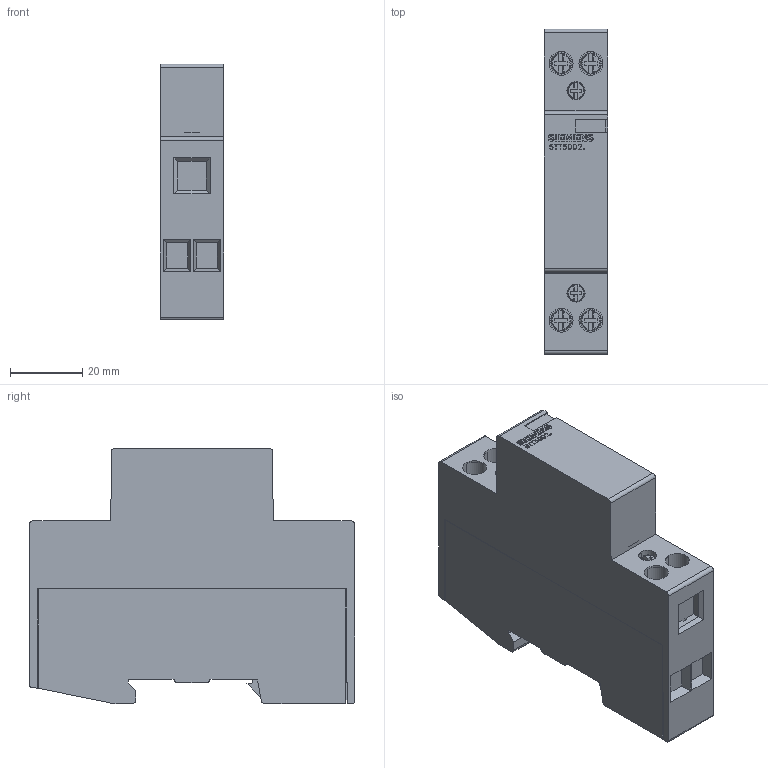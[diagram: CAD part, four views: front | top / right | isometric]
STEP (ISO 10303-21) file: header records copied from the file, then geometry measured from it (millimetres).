
FILE_DESCRIPTION(('STEP AP214'),'1');
FILE_NAME('cctmp_2287EBC7-0A76-44D6-8A06-F4143F818FBD_2023_07_22_08_49_01_0444..stp','2023-07-22T06:49:02',('SIEMENS A&D'),('CADClick - www.CADClick.com'),'Spatial InterOp 3D postprocessed',' ','unknown authorization');
FILE_SCHEMA(('AUTOMOTIVE_DESIGN'));
Length unit declared in the file: millimetre
Products named in the file (4): cc_unnamed; 2023_07_22_08_49_01_0399; 2023_07_22_08_49_01_0395; 2023_07_22_08_49_01_0391
Assembly tree (3 placements, depth 2):
  cc_unnamed
    2023_07_22_08_49_01_0399
    2023_07_22_08_49_01_0395
    2023_07_22_08_49_01_0391
Bounding box: 17.5 x 90 x 70.7 mm (x, y, z)
Volume: 85954.8 mm3; surface area: 20761.3 mm2
Topology: 3 solids, 13 shells, 646 faces, 1730 edges, 1148 vertices
Faces by surface type: plane 528, cylinder 82, torus 24, cone 12
Entity records: 33705 total; most frequent: CARTESIAN_POINT 3744, STYLED_ITEM 3527, PRESENTATION_STYLE_ASSIGNMENT 3527, ORIENTED_EDGE 3460, DIRECTION 3278, EDGE_CURVE 1730, CURVE_STYLE 1730, DRAUGHTING_PRE_DEFINED_CURVE_FONT 1730
